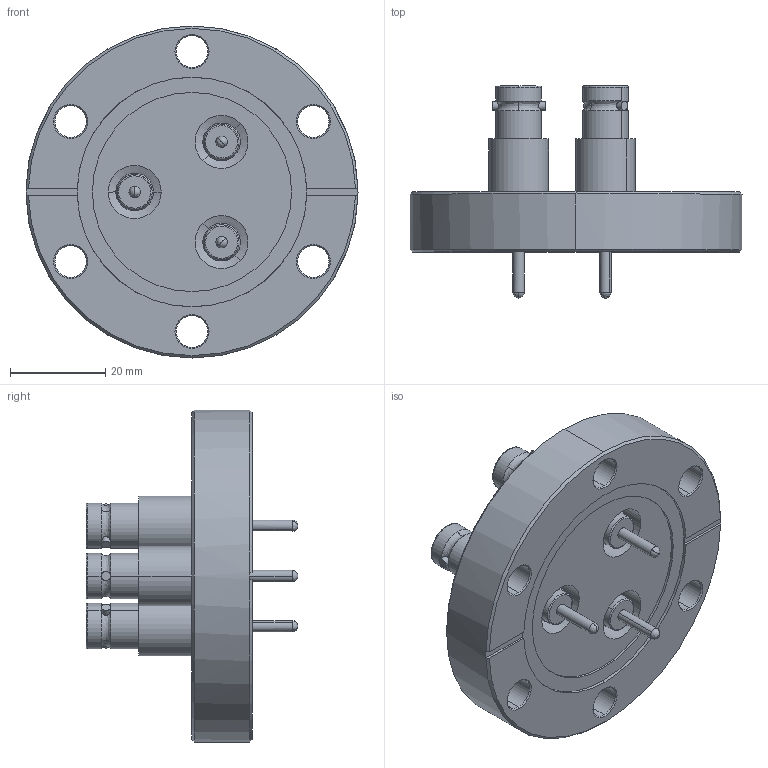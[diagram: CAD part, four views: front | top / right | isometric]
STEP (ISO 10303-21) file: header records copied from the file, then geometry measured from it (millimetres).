
FILE_DESCRIPTION (( 'STEP AP203' ), '1' );
FILE_NAME ('A0293-1-CF.STEP', '2011-10-04T18:03:33', ( '' ), ( '' ), 'SwSTEP 2.0', 'SolidWorks 2011', '' );
FILE_SCHEMA (( 'CONFIG_CONTROL_DESIGN' ));
Length unit declared in the file: inch
Products named in the file (1): A0293-1-CF
Bounding box: 69.85 x 44.6 x 69.85 mm (x, y, z)
Volume: 45955.6 mm3; surface area: 21141.8 mm2
Topology: 1 solids, 1 shells, 364 faces, 839 edges, 517 vertices
Faces by surface type: cylinder 168, plane 77, cone 71, bspline 48
Entity records: 11536 total; most frequent: CARTESIAN_POINT 3089, DIRECTION 1917, ORIENTED_EDGE 1654, EDGE_CURVE 827, AXIS2_PLACEMENT_3D 813, VERTEX_POINT 517, CIRCLE 496, EDGE_LOOP 428
